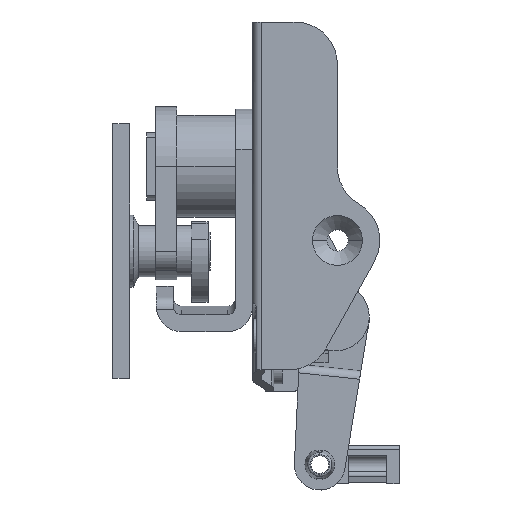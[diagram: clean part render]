
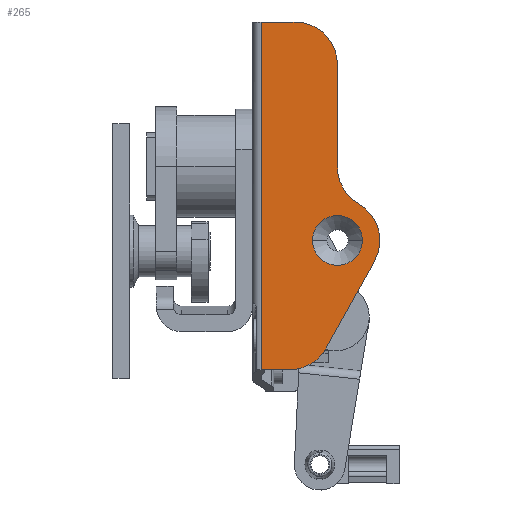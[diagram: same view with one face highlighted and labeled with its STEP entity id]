
A CAD part, top view. The second image highlights one B-rep face of the part: STEP entity #265.
In plain terms, the highlighted planar face has unit normal (0, 0, 1).
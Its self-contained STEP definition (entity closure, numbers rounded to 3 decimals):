
#265 = ADVANCED_FACE ( 'NONE', ( #4414, #4413 ), #4412, .F. ) ;
#266 = EDGE_LOOP ( 'NONE', ( #267, #268 ) ) ;
#267 = ORIENTED_EDGE ( 'NONE', *, *, #14613, .T. ) ;
#268 = ORIENTED_EDGE ( 'NONE', *, *, #269, .T. ) ;
#269 = EDGE_CURVE ( 'NONE', #15003, #14622, #4407, .T. ) ;
#270 = EDGE_LOOP ( 'NONE', ( #271, #275, #337, #340, #343, #345, #346, #322, #325, #328 ) ) ;
#271 = ORIENTED_EDGE ( 'NONE', *, *, #272, .T. ) ;
#272 = EDGE_CURVE ( 'NONE', #273, #274, #4402, .T. ) ;
#273 = VERTEX_POINT ( 'NONE', #4398 ) ;
#274 = VERTEX_POINT ( 'NONE', #4397 ) ;
#275 = ORIENTED_EDGE ( 'NONE', *, *, #336, .T. ) ;
#276 = VERTEX_POINT ( 'NONE', #4396 ) ;
#322 = ORIENTED_EDGE ( 'NONE', *, *, #323, .T. ) ;
#323 = EDGE_CURVE ( 'NONE', #348, #324, #4502, .T. ) ;
#324 = VERTEX_POINT ( 'NONE', #4497 ) ;
#325 = ORIENTED_EDGE ( 'NONE', *, *, #326, .T. ) ;
#326 = EDGE_CURVE ( 'NONE', #324, #327, #4496, .T. ) ;
#327 = VERTEX_POINT ( 'NONE', #4492 ) ;
#328 = ORIENTED_EDGE ( 'NONE', *, *, #329, .T. ) ;
#329 = EDGE_CURVE ( 'NONE', #327, #273, #4491, .T. ) ;
#336 = EDGE_CURVE ( 'NONE', #274, #276, #4534, .T. ) ;
#337 = ORIENTED_EDGE ( 'NONE', *, *, #338, .F. ) ;
#338 = EDGE_CURVE ( 'NONE', #339, #276, #4530, .T. ) ;
#339 = VERTEX_POINT ( 'NONE', #4526 ) ;
#340 = ORIENTED_EDGE ( 'NONE', *, *, #341, .T. ) ;
#341 = EDGE_CURVE ( 'NONE', #339, #342, #4525, .T. ) ;
#342 = VERTEX_POINT ( 'NONE', #4520 ) ;
#343 = ORIENTED_EDGE ( 'NONE', *, *, #344, .T. ) ;
#344 = EDGE_CURVE ( 'NONE', #342, #14710, #4519, .T. ) ;
#345 = ORIENTED_EDGE ( 'NONE', *, *, #14705, .T. ) ;
#346 = ORIENTED_EDGE ( 'NONE', *, *, #347, .T. ) ;
#347 = EDGE_CURVE ( 'NONE', #14702, #348, #4515, .T. ) ;
#348 = VERTEX_POINT ( 'NONE', #4510 ) ;
#4396 = CARTESIAN_POINT ( 'NONE',  ( 2., -48., 21. ) ) ;
#4397 = CARTESIAN_POINT ( 'NONE',  ( 2., 34., 21. ) ) ;
#4398 = CARTESIAN_POINT ( 'NONE',  ( 10., 34., 21. ) ) ;
#4399 = DIRECTION ( 'NONE',  ( -1., 0., 0. ) ) ;
#4400 = VECTOR ( 'NONE', #4399, 1000. ) ;
#4401 = CARTESIAN_POINT ( 'NONE',  ( 2., 34., 21. ) ) ;
#4402 = LINE ( 'NONE', #4401, #4400 ) ;
#4403 = DIRECTION ( 'NONE',  ( -1., 0., 0. ) ) ;
#4404 = DIRECTION ( 'NONE',  ( 0., 0., -1. ) ) ;
#4405 = CARTESIAN_POINT ( 'NONE',  ( 20., -17.5, 21. ) ) ;
#4406 = AXIS2_PLACEMENT_3D ( 'NONE', #4405, #4404, #4403 ) ;
#4407 = CIRCLE ( 'NONE', #4406, 5.872 ) ;
#4408 = DIRECTION ( 'NONE',  ( 0., 1., 0. ) ) ;
#4409 = DIRECTION ( 'NONE',  ( 0., 0., -1. ) ) ;
#4410 = CARTESIAN_POINT ( 'NONE',  ( 2., 34., 21. ) ) ;
#4411 = AXIS2_PLACEMENT_3D ( 'NONE', #4410, #4409, #4408 ) ;
#4412 = PLANE ( 'NONE',  #4411 ) ;
#4413 = FACE_OUTER_BOUND ( 'NONE', #270, .T. ) ;
#4414 = FACE_BOUND ( 'NONE', #266, .T. ) ;
#4487 = DIRECTION ( 'NONE',  ( -1., 0., 0. ) ) ;
#4488 = DIRECTION ( 'NONE',  ( 0., 0., 1. ) ) ;
#4489 = CARTESIAN_POINT ( 'NONE',  ( 10., 24., 21. ) ) ;
#4490 = AXIS2_PLACEMENT_3D ( 'NONE', #4489, #4488, #4487 ) ;
#4491 = CIRCLE ( 'NONE', #4490, 10. ) ;
#4492 = CARTESIAN_POINT ( 'NONE',  ( 20., 24., 21. ) ) ;
#4493 = DIRECTION ( 'NONE',  ( 0., 1., 0. ) ) ;
#4494 = VECTOR ( 'NONE', #4493, 1000. ) ;
#4495 = CARTESIAN_POINT ( 'NONE',  ( 20., 24., 21. ) ) ;
#4496 = LINE ( 'NONE', #4495, #4494 ) ;
#4497 = CARTESIAN_POINT ( 'NONE',  ( 20., -0.179, 21. ) ) ;
#4498 = DIRECTION ( 'NONE',  ( 1., 0., 0. ) ) ;
#4499 = DIRECTION ( 'NONE',  ( 0., 0., -1. ) ) ;
#4500 = CARTESIAN_POINT ( 'NONE',  ( 30., -0.179, 21. ) ) ;
#4501 = AXIS2_PLACEMENT_3D ( 'NONE', #4500, #4499, #4498 ) ;
#4502 = CIRCLE ( 'NONE', #4501, 10. ) ;
#4510 = CARTESIAN_POINT ( 'NONE',  ( 25., -8.84, 21. ) ) ;
#4511 = DIRECTION ( 'NONE',  ( -1., 0., 0. ) ) ;
#4512 = DIRECTION ( 'NONE',  ( 0., 0., 1. ) ) ;
#4513 = CARTESIAN_POINT ( 'NONE',  ( 20., -17.5, 21. ) ) ;
#4514 = AXIS2_PLACEMENT_3D ( 'NONE', #4513, #4512, #4511 ) ;
#4515 = CIRCLE ( 'NONE', #4514, 10. ) ;
#4516 = DIRECTION ( 'NONE',  ( 0.486, 0.874, 0. ) ) ;
#4517 = VECTOR ( 'NONE', #4516, 1000. ) ;
#4518 = CARTESIAN_POINT ( 'NONE',  ( 17.357, -42.855, 21. ) ) ;
#4519 = LINE ( 'NONE', #4518, #4517 ) ;
#4520 = CARTESIAN_POINT ( 'NONE',  ( 17.357, -42.855, 21. ) ) ;
#4521 = DIRECTION ( 'NONE',  ( 1., 0., 0. ) ) ;
#4522 = DIRECTION ( 'NONE',  ( 0., 0., 1. ) ) ;
#4523 = CARTESIAN_POINT ( 'NONE',  ( 8.615, -38., 21. ) ) ;
#4524 = AXIS2_PLACEMENT_3D ( 'NONE', #4523, #4522, #4521 ) ;
#4525 = CIRCLE ( 'NONE', #4524, 10. ) ;
#4526 = CARTESIAN_POINT ( 'NONE',  ( 8.615, -48., 21. ) ) ;
#4527 = DIRECTION ( 'NONE',  ( -1., 0., 0. ) ) ;
#4528 = VECTOR ( 'NONE', #4527, 1000. ) ;
#4529 = CARTESIAN_POINT ( 'NONE',  ( 2., -48., 21. ) ) ;
#4530 = LINE ( 'NONE', #4529, #4528 ) ;
#4531 = DIRECTION ( 'NONE',  ( 0., -1., 0. ) ) ;
#4532 = VECTOR ( 'NONE', #4531, 1000. ) ;
#4533 = CARTESIAN_POINT ( 'NONE',  ( 2., 34., 21. ) ) ;
#4534 = LINE ( 'NONE', #4533, #4532 ) ;
#11446 = CARTESIAN_POINT ( 'NONE',  ( 25.872, -17.5, 21. ) ) ;
#11457 = DIRECTION ( 'NONE',  ( -1., 0., 0. ) ) ;
#11458 = DIRECTION ( 'NONE',  ( 0., 0., -1. ) ) ;
#11459 = CARTESIAN_POINT ( 'NONE',  ( 20., -17.5, 21. ) ) ;
#11460 = AXIS2_PLACEMENT_3D ( 'NONE', #11459, #11458, #11457 ) ;
#11461 = CIRCLE ( 'NONE', #11460, 5.872 ) ;
#11591 = CARTESIAN_POINT ( 'NONE',  ( 30., -17.5, 21. ) ) ;
#11631 = CARTESIAN_POINT ( 'NONE',  ( 28.742, -22.355, 21. ) ) ;
#11646 = DIRECTION ( 'NONE',  ( -1., 0., 0. ) ) ;
#11647 = DIRECTION ( 'NONE',  ( 0., 0., 1. ) ) ;
#11648 = CARTESIAN_POINT ( 'NONE',  ( 20., -17.5, 21. ) ) ;
#11649 = AXIS2_PLACEMENT_3D ( 'NONE', #11648, #11647, #11646 ) ;
#11650 = CIRCLE ( 'NONE', #11649, 10. ) ;
#12196 = CARTESIAN_POINT ( 'NONE',  ( 14.128, -17.5, 21. ) ) ;
#14613 = EDGE_CURVE ( 'NONE', #14622, #15003, #11461, .T. ) ;
#14622 = VERTEX_POINT ( 'NONE', #11446 ) ;
#14702 = VERTEX_POINT ( 'NONE', #11591 ) ;
#14705 = EDGE_CURVE ( 'NONE', #14710, #14702, #11650, .T. ) ;
#14710 = VERTEX_POINT ( 'NONE', #11631 ) ;
#15003 = VERTEX_POINT ( 'NONE', #12196 ) ;
